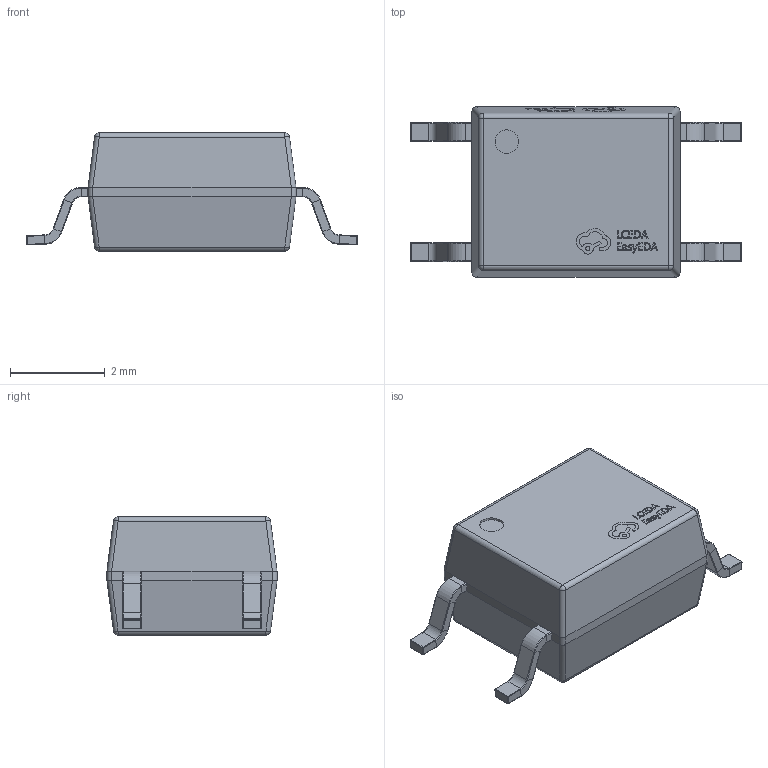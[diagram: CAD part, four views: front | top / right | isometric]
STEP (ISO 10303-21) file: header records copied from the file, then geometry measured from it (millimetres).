
FILE_DESCRIPTION (( 'STEP AP214' ), '1' );
FILE_NAME ('SOP-4_L3.6-W4.4-H2.6-LS7.0_P2.54.step', '2022-07-26T10:10:29', ( '' ), ( '' ), 'SwSTEP 2.0', 'SolidWorks 2020', '' );
FILE_SCHEMA (( 'AUTOMOTIVE_DESIGN' ));
Length unit declared in the file: millimetre
Products named in the file (1): SOP-4_L3.6-W4.4-H2.6-LS7.0_P2.54
Bounding box: 7.01 x 3.6 x 2.5 mm (x, y, z)
Volume: 37.4 mm3; surface area: 74.7 mm2
Topology: 18 solids, 18 shells, 708 faces, 1764 edges, 1104 vertices
Faces by surface type: plane 346, bspline 196, cylinder 106, torus 32, sphere 28
Entity records: 29663 total; most frequent: CARTESIAN_POINT 6237, ORIENTED_EDGE 3496, DIRECTION 2582, EDGE_CURVE 1748, VERTEX_POINT 1096, LINE 1092, VECTOR 1092, AXIS2_PLACEMENT_3D 745
